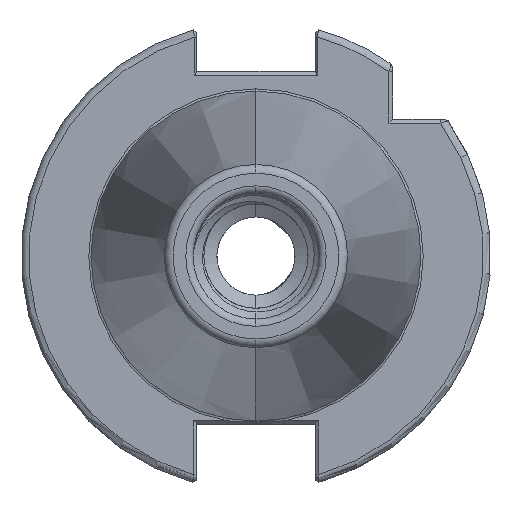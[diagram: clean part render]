
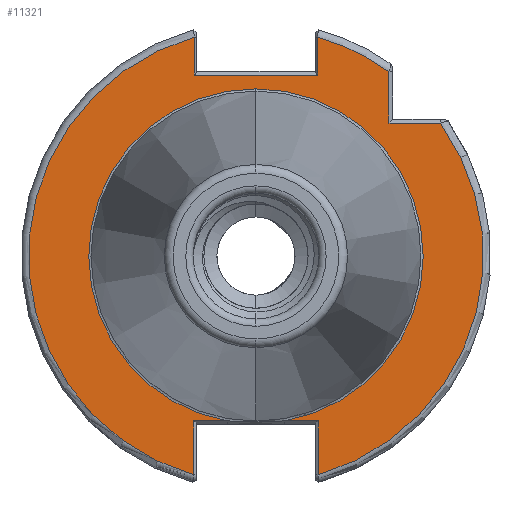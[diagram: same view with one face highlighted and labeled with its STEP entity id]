
A CAD part, left-side view. The second image highlights one B-rep face of the part: STEP entity #11321.
In plain terms, the highlighted planar face has unit normal (-1, 0, 0).
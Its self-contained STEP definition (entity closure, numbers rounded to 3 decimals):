
#4045 = CARTESIAN_POINT ( 'NONE',  ( 0., 22.692, 0. ) ) ;
#4051 = PLANE ( 'NONE',  #18958 ) ;
#4052 = DIRECTION ( 'NONE',  ( 1., 0., 0. ) ) ;
#4053 = DIRECTION ( 'NONE',  ( 0., 0., -1. ) ) ;
#5144 = DIRECTION ( 'NONE',  ( 1., 0., 0. ) ) ;
#5168 = CARTESIAN_POINT ( 'NONE',  ( 0., 0., 0. ) ) ;
#5207 = DIRECTION ( 'NONE',  ( 0., 0., -1. ) ) ;
#8649 = ORIENTED_EDGE ( 'NONE', *, *, #19428, .T. ) ;
#8651 = ORIENTED_EDGE ( 'NONE', *, *, #19397, .T. ) ;
#8657 = ORIENTED_EDGE ( 'NONE', *, *, #19432, .T. ) ;
#8660 = ORIENTED_EDGE ( 'NONE', *, *, #19437, .T. ) ;
#8671 = ORIENTED_EDGE ( 'NONE', *, *, #19401, .T. ) ;
#8680 = ORIENTED_EDGE ( 'NONE', *, *, #19424, .T. ) ;
#8683 = ORIENTED_EDGE ( 'NONE', *, *, #19446, .T. ) ;
#8684 = ORIENTED_EDGE ( 'NONE', *, *, #19455, .T. ) ;
#8694 = ORIENTED_EDGE ( 'NONE', *, *, #19417, .T. ) ;
#8696 = ORIENTED_EDGE ( 'NONE', *, *, #19450, .T. ) ;
#8702 = ORIENTED_EDGE ( 'NONE', *, *, #19453, .T. ) ;
#8704 = ORIENTED_EDGE ( 'NONE', *, *, #19422, .T. ) ;
#8711 = ORIENTED_EDGE ( 'NONE', *, *, #19458, .T. ) ;
#8713 = ORIENTED_EDGE ( 'NONE', *, *, #19794, .T. ) ;
#9032 = FACE_OUTER_BOUND ( 'NONE', #13623, .T. ) ;
#11321 = ADVANCED_FACE ( 'NONE', ( #9032 ), #4051, .F. ) ;
#12028 = LINE ( 'NONE', #14706, #12052 ) ;
#12029 = VECTOR ( 'NONE', #14764, 1000. ) ;
#12037 = CIRCLE ( 'NONE', #19218, 30.775 ) ;
#12038 = CIRCLE ( 'NONE', #19248, 22.627 ) ;
#12040 = VECTOR ( 'NONE', #14396, 1000. ) ;
#12044 = LINE ( 'NONE', #14507, #12073 ) ;
#12045 = LINE ( 'NONE', #14628, #12047 ) ;
#12046 = CIRCLE ( 'NONE', #19221, 30.775 ) ;
#12047 = VECTOR ( 'NONE', #14642, 1000. ) ;
#12050 = LINE ( 'NONE', #14872, #12051 ) ;
#12051 = VECTOR ( 'NONE', #14867, 1000. ) ;
#12052 = VECTOR ( 'NONE', #14722, 1000. ) ;
#12054 = VECTOR ( 'NONE', #14598, 1000. ) ;
#12060 = VECTOR ( 'NONE', #14547, 1000. ) ;
#12069 = LINE ( 'NONE', #14400, #12040 ) ;
#12071 = LINE ( 'NONE', #14534, #12060 ) ;
#12072 = LINE ( 'NONE', #14627, #12054 ) ;
#12073 = VECTOR ( 'NONE', #14560, 1000. ) ;
#12074 = VECTOR ( 'NONE', #14585, 1000. ) ;
#12080 = CIRCLE ( 'NONE', #19225, 30.775 ) ;
#12082 = LINE ( 'NONE', #14781, #12029 ) ;
#12084 = LINE ( 'NONE', #14591, #12074 ) ;
#12364 = CIRCLE ( 'NONE', #20272, 22.627 ) ;
#13156 = VERTEX_POINT ( 'NONE', #17111 ) ;
#13216 = VERTEX_POINT ( 'NONE', #17199 ) ;
#13237 = VERTEX_POINT ( 'NONE', #17191 ) ;
#13238 = VERTEX_POINT ( 'NONE', #17172 ) ;
#13277 = VERTEX_POINT ( 'NONE', #17273 ) ;
#13280 = VERTEX_POINT ( 'NONE', #17224 ) ;
#13300 = VERTEX_POINT ( 'NONE', #17272 ) ;
#13306 = VERTEX_POINT ( 'NONE', #17276 ) ;
#13315 = VERTEX_POINT ( 'NONE', #17221 ) ;
#13316 = VERTEX_POINT ( 'NONE', #17226 ) ;
#13318 = VERTEX_POINT ( 'NONE', #17337 ) ;
#13319 = VERTEX_POINT ( 'NONE', #17330 ) ;
#13500 = VERTEX_POINT ( 'NONE', #17426 ) ;
#13543 = VERTEX_POINT ( 'NONE', #17603 ) ;
#13623 = EDGE_LOOP ( 'NONE', ( #8684, #8683, #8671, #8694, #8696, #8651, #8702, #8660, #8657, #8711, #8713, #8704, #8649, #8680 ) ) ;
#14377 = DIRECTION ( 'NONE',  ( -1., 0., 0. ) ) ;
#14396 = DIRECTION ( 'NONE',  ( 0., 0., 1. ) ) ;
#14400 = CARTESIAN_POINT ( 'NONE',  ( 0., 8.335, 29.704 ) ) ;
#14408 = DIRECTION ( 'NONE',  ( 0., 0., -1. ) ) ;
#14414 = CARTESIAN_POINT ( 'NONE',  ( 0., 0., 0. ) ) ;
#14507 = CARTESIAN_POINT ( 'NONE',  ( 0., 22.692, -22.3 ) ) ;
#14515 = CARTESIAN_POINT ( 'NONE',  ( 0., 0., 0. ) ) ;
#14519 = DIRECTION ( 'NONE',  ( -1., 0., 0. ) ) ;
#14534 = CARTESIAN_POINT ( 'NONE',  ( 0., -8.335, 25. ) ) ;
#14547 = DIRECTION ( 'NONE',  ( 0., 0., -1. ) ) ;
#14560 = DIRECTION ( 'NONE',  ( 0., -1., 0. ) ) ;
#14585 = DIRECTION ( 'NONE',  ( 0., 0., 1. ) ) ;
#14591 = CARTESIAN_POINT ( 'NONE',  ( 0., 8.451, 0. ) ) ;
#14593 = DIRECTION ( 'NONE',  ( 0., 0., -1. ) ) ;
#14598 = DIRECTION ( 'NONE',  ( 0., -1., 0. ) ) ;
#14627 = CARTESIAN_POINT ( 'NONE',  ( 0., 22.692, -22.3 ) ) ;
#14628 = CARTESIAN_POINT ( 'NONE',  ( 0., -8.451, 0. ) ) ;
#14642 = DIRECTION ( 'NONE',  ( 0., 0., -1. ) ) ;
#14706 = CARTESIAN_POINT ( 'NONE',  ( 0., -18., 24.594 ) ) ;
#14722 = DIRECTION ( 'NONE',  ( 0., 0., 1. ) ) ;
#14764 = DIRECTION ( 'NONE',  ( 0., 1., 0. ) ) ;
#14781 = CARTESIAN_POINT ( 'NONE',  ( 0., 8.05, 24.5 ) ) ;
#14834 = DIRECTION ( 'NONE',  ( 0., 0., -1. ) ) ;
#14842 = CARTESIAN_POINT ( 'NONE',  ( 0., 0., 0. ) ) ;
#14856 = DIRECTION ( 'NONE',  ( -1., 0., 0. ) ) ;
#14867 = DIRECTION ( 'NONE',  ( 0., 1., 0. ) ) ;
#14872 = CARTESIAN_POINT ( 'NONE',  ( 0., -18.5, 18. ) ) ;
#14891 = DIRECTION ( 'NONE',  ( 0., 0., -1. ) ) ;
#14896 = CARTESIAN_POINT ( 'NONE',  ( 0., 0., 0. ) ) ;
#14900 = DIRECTION ( 'NONE',  ( 1., 0., 0. ) ) ;
#17111 = CARTESIAN_POINT ( 'NONE',  ( 0., -24.962, 18. ) ) ;
#17172 = CARTESIAN_POINT ( 'NONE',  ( 0., 3.833, -22.3 ) ) ;
#17191 = CARTESIAN_POINT ( 'NONE',  ( 0., 8.335, 24.5 ) ) ;
#17199 = CARTESIAN_POINT ( 'NONE',  ( 0., -8.451, -22.3 ) ) ;
#17221 = CARTESIAN_POINT ( 'NONE',  ( 0., -8.335, 29.625 ) ) ;
#17224 = CARTESIAN_POINT ( 'NONE',  ( 0., 8.451, -22.3 ) ) ;
#17226 = CARTESIAN_POINT ( 'NONE',  ( 0., -8.451, -29.592 ) ) ;
#17272 = CARTESIAN_POINT ( 'NONE',  ( 0., -18., 18. ) ) ;
#17273 = CARTESIAN_POINT ( 'NONE',  ( 0., 8.451, -29.592 ) ) ;
#17276 = CARTESIAN_POINT ( 'NONE',  ( 0., 8.335, 29.625 ) ) ;
#17330 = CARTESIAN_POINT ( 'NONE',  ( 0., -8.335, 24.5 ) ) ;
#17337 = CARTESIAN_POINT ( 'NONE',  ( 0., -18., 24.962 ) ) ;
#17426 = CARTESIAN_POINT ( 'NONE',  ( 0., 0., 22.627 ) ) ;
#17603 = CARTESIAN_POINT ( 'NONE',  ( 0., -3.833, -22.3 ) ) ;
#18958 = AXIS2_PLACEMENT_3D ( 'NONE', #4045, #4052, #4053 ) ;
#19218 = AXIS2_PLACEMENT_3D ( 'NONE', #14842, #14856, #14834 ) ;
#19221 = AXIS2_PLACEMENT_3D ( 'NONE', #14414, #14377, #14408 ) ;
#19225 = AXIS2_PLACEMENT_3D ( 'NONE', #14515, #14519, #14593 ) ;
#19248 = AXIS2_PLACEMENT_3D ( 'NONE', #14896, #14900, #14891 ) ;
#19397 = EDGE_CURVE ( 'NONE', #13237, #13306, #12069, .T. ) ;
#19401 = EDGE_CURVE ( 'NONE', #13318, #13315, #12046, .T. ) ;
#19417 = EDGE_CURVE ( 'NONE', #13315, #13319, #12071, .T. ) ;
#19422 = EDGE_CURVE ( 'NONE', #13543, #13216, #12044, .T. ) ;
#19424 = EDGE_CURVE ( 'NONE', #13316, #13156, #12080, .T. ) ;
#19428 = EDGE_CURVE ( 'NONE', #13216, #13316, #12045, .T. ) ;
#19432 = EDGE_CURVE ( 'NONE', #13280, #13238, #12072, .T. ) ;
#19437 = EDGE_CURVE ( 'NONE', #13277, #13280, #12084, .T. ) ;
#19446 = EDGE_CURVE ( 'NONE', #13300, #13318, #12028, .T. ) ;
#19450 = EDGE_CURVE ( 'NONE', #13319, #13237, #12082, .T. ) ;
#19453 = EDGE_CURVE ( 'NONE', #13306, #13277, #12037, .T. ) ;
#19455 = EDGE_CURVE ( 'NONE', #13156, #13300, #12050, .T. ) ;
#19458 = EDGE_CURVE ( 'NONE', #13238, #13500, #12038, .T. ) ;
#19794 = EDGE_CURVE ( 'NONE', #13500, #13543, #12364, .T. ) ;
#20272 = AXIS2_PLACEMENT_3D ( 'NONE', #5168, #5144, #5207 ) ;
